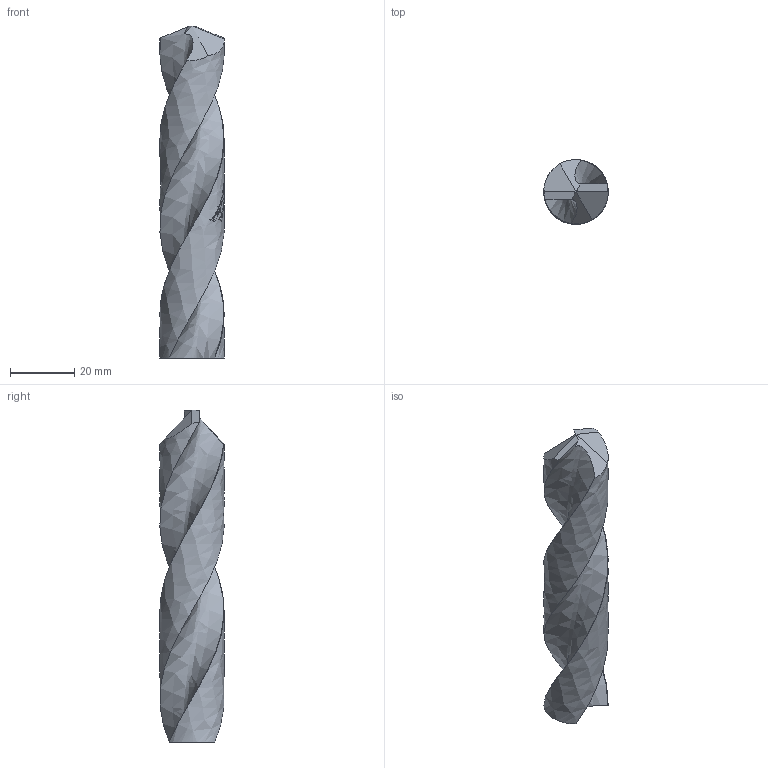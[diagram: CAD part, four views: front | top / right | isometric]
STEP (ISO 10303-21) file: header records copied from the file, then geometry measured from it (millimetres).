
FILE_DESCRIPTION(/* description */ (''),/* implementation_level */ '2;1');
FILE_NAME(/* name */ 'Drill Bit Geometry',/* time_stamp */ '2023-03-06T23:34:27-05:00',/* author */ (''),/* organization */ (''),/* preprocessor_version */ 'ST-DEVELOPER v16.5',/* originating_system */ 'Rhino 7.27',/* authorisation */ '');
FILE_SCHEMA (('CONFIG_CONTROL_DESIGN'));
Length unit declared in the file: millimetre
Products named in the file (1): Document
Bounding box: 20 x 20 x 103.08 mm (x, y, z)
Volume: 17717.4 mm3; surface area: 7273.8 mm2
Topology: 1 solids, 1 shells, 548 faces, 1411 edges, 939 vertices
Faces by surface type: plane 288, bspline 260
Entity records: 40932 total; most frequent: CARTESIAN_POINT 31429, ORIENTED_EDGE 2822, EDGE_CURVE 1411, B_SPLINE_CURVE_WITH_KNOTS 1403, VERTEX_POINT 939, EDGE_LOOP 622, ADVANCED_FACE 548, FACE_OUTER_BOUND 548
